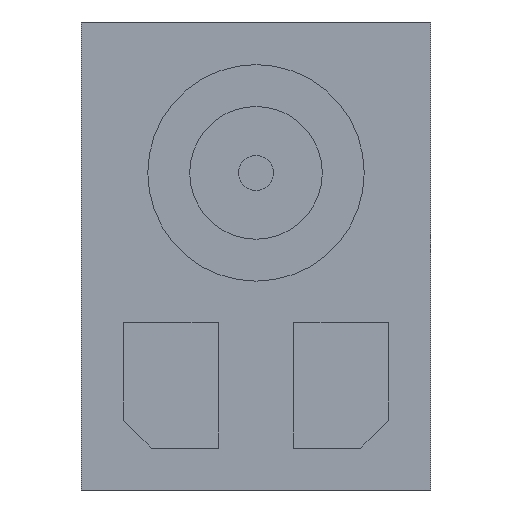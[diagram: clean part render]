
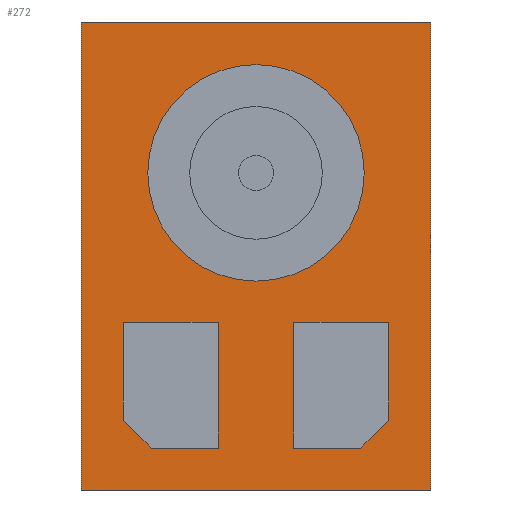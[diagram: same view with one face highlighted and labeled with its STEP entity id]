
A CAD part, front view. The second image highlights one B-rep face of the part: STEP entity #272.
In plain terms, the highlighted planar face has unit normal (0, -1, 0).
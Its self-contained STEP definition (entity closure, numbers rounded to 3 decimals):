
#12 = ORIENTED_EDGE ( 'NONE', *, *, #1464, .T. ) ;
#23 = VERTEX_POINT ( 'NONE', #2363 ) ;
#65 = EDGE_LOOP ( 'NONE', ( #1753, #1880, #2773, #818, #636 ) ) ;
#80 = CARTESIAN_POINT ( 'NONE',  ( 0.95, 0., -1.175 ) ) ;
#84 = VECTOR ( 'NONE', #1134, 1000. ) ;
#105 = AXIS2_PLACEMENT_3D ( 'NONE', #1366, #248, #1546 ) ;
#113 = VERTEX_POINT ( 'NONE', #268 ) ;
#163 = LINE ( 'NONE', #2179, #1952 ) ;
#188 = CARTESIAN_POINT ( 'NONE',  ( 0.75, 0., -1.375 ) ) ;
#205 = EDGE_CURVE ( 'NONE', #1698, #1867, #2763, .T. ) ;
#218 = DIRECTION ( 'NONE',  ( 1., 0., 0. ) ) ;
#248 = DIRECTION ( 'NONE',  ( 0., -1., 0. ) ) ;
#252 = VERTEX_POINT ( 'NONE', #736 ) ;
#268 = CARTESIAN_POINT ( 'NONE',  ( 0.27, 0., -1.375 ) ) ;
#269 = LINE ( 'NONE', #1191, #1795 ) ;
#271 = VECTOR ( 'NONE', #1573, 1000. ) ;
#272 = ADVANCED_FACE ( 'NONE', ( #2481, #1596, #421, #912 ), #1105, .T. ) ;
#305 = CARTESIAN_POINT ( 'NONE',  ( -0.95, 0., -1.175 ) ) ;
#370 = VERTEX_POINT ( 'NONE', #473 ) ;
#421 = FACE_BOUND ( 'NONE', #2268, .T. ) ;
#423 = CARTESIAN_POINT ( 'NONE',  ( -1.25, 0., -1.675 ) ) ;
#426 = ORIENTED_EDGE ( 'NONE', *, *, #2218, .F. ) ;
#427 = DIRECTION ( 'NONE',  ( -0.707, 0., 0.707 ) ) ;
#437 = EDGE_CURVE ( 'NONE', #370, #703, #1452, .T. ) ;
#450 = VERTEX_POINT ( 'NONE', #1643 ) ;
#473 = CARTESIAN_POINT ( 'NONE',  ( 1.25, 0., 1.675 ) ) ;
#488 = CIRCLE ( 'NONE', #2459, 0.775 ) ;
#506 = ORIENTED_EDGE ( 'NONE', *, *, #1122, .F. ) ;
#538 = LINE ( 'NONE', #1238, #2703 ) ;
#588 = LINE ( 'NONE', #806, #1351 ) ;
#636 = ORIENTED_EDGE ( 'NONE', *, *, #1402, .F. ) ;
#655 = LINE ( 'NONE', #2017, #84 ) ;
#658 = DIRECTION ( 'NONE',  ( 0., 0., 1. ) ) ;
#695 = DIRECTION ( 'NONE',  ( 0., -1., 0. ) ) ;
#703 = VERTEX_POINT ( 'NONE', #2487 ) ;
#706 = ORIENTED_EDGE ( 'NONE', *, *, #1702, .F. ) ;
#734 = EDGE_CURVE ( 'NONE', #764, #1502, #1143, .T. ) ;
#736 = CARTESIAN_POINT ( 'NONE',  ( 0.775, 0., 0.595 ) ) ;
#753 = LINE ( 'NONE', #1910, #1635 ) ;
#764 = VERTEX_POINT ( 'NONE', #2147 ) ;
#770 = CIRCLE ( 'NONE', #105, 0.775 ) ;
#806 = CARTESIAN_POINT ( 'NONE',  ( -0.27, 0., 0. ) ) ;
#818 = ORIENTED_EDGE ( 'NONE', *, *, #1564, .F. ) ;
#838 = LINE ( 'NONE', #1526, #1091 ) ;
#899 = LINE ( 'NONE', #423, #1340 ) ;
#912 = FACE_BOUND ( 'NONE', #65, .T. ) ;
#939 = DIRECTION ( 'NONE',  ( 1., 0., 0. ) ) ;
#1009 = CARTESIAN_POINT ( 'NONE',  ( -1.25, 0., 1.675 ) ) ;
#1067 = VECTOR ( 'NONE', #427, 1000. ) ;
#1083 = CARTESIAN_POINT ( 'NONE',  ( -0.27, 0., -1.375 ) ) ;
#1091 = VECTOR ( 'NONE', #1242, 1000. ) ;
#1101 = EDGE_CURVE ( 'NONE', #2749, #1902, #1780, .T. ) ;
#1105 = PLANE ( 'NONE',  #2154 ) ;
#1106 = ORIENTED_EDGE ( 'NONE', *, *, #1290, .T. ) ;
#1122 = EDGE_CURVE ( 'NONE', #1867, #450, #1547, .T. ) ;
#1134 = DIRECTION ( 'NONE',  ( 1., 0., 0. ) ) ;
#1143 = LINE ( 'NONE', #2027, #1067 ) ;
#1161 = CARTESIAN_POINT ( 'NONE',  ( 1.063, 0., -1.062 ) ) ;
#1191 = CARTESIAN_POINT ( 'NONE',  ( 0., 0., -1.375 ) ) ;
#1238 = CARTESIAN_POINT ( 'NONE',  ( 0.27, 0., 0. ) ) ;
#1242 = DIRECTION ( 'NONE',  ( -1., 0., 0. ) ) ;
#1268 = ORIENTED_EDGE ( 'NONE', *, *, #2603, .F. ) ;
#1290 = EDGE_CURVE ( 'NONE', #113, #23, #538, .T. ) ;
#1298 = CARTESIAN_POINT ( 'NONE',  ( -0.95, 0., 0. ) ) ;
#1338 = DIRECTION ( 'NONE',  ( -1., 0., 0. ) ) ;
#1340 = VECTOR ( 'NONE', #1338, 1000. ) ;
#1351 = VECTOR ( 'NONE', #2902, 1000. ) ;
#1366 = CARTESIAN_POINT ( 'NONE',  ( 0., 0., 0.595 ) ) ;
#1399 = DIRECTION ( 'NONE',  ( 0.707, 0., 0.707 ) ) ;
#1402 = EDGE_CURVE ( 'NONE', #764, #2063, #753, .T. ) ;
#1452 = LINE ( 'NONE', #2316, #2498 ) ;
#1455 = EDGE_LOOP ( 'NONE', ( #706, #2286 ) ) ;
#1462 = DIRECTION ( 'NONE',  ( 0., 0., 1. ) ) ;
#1464 = EDGE_CURVE ( 'NONE', #1698, #113, #269, .T. ) ;
#1502 = VERTEX_POINT ( 'NONE', #305 ) ;
#1526 = CARTESIAN_POINT ( 'NONE',  ( 0., 0., -0.475 ) ) ;
#1546 = DIRECTION ( 'NONE',  ( 1., 0., 0. ) ) ;
#1547 = LINE ( 'NONE', #2726, #1960 ) ;
#1564 = EDGE_CURVE ( 'NONE', #2063, #2822, #588, .T. ) ;
#1573 = DIRECTION ( 'NONE',  ( 0., 0., 1. ) ) ;
#1596 = FACE_OUTER_BOUND ( 'NONE', #1630, .T. ) ;
#1623 = ORIENTED_EDGE ( 'NONE', *, *, #1101, .F. ) ;
#1628 = DIRECTION ( 'NONE',  ( 0., 0., -1. ) ) ;
#1630 = EDGE_LOOP ( 'NONE', ( #426, #1623, #1268, #2636 ) ) ;
#1635 = VECTOR ( 'NONE', #2781, 1000. ) ;
#1643 = CARTESIAN_POINT ( 'NONE',  ( 0.95, 0., -0.475 ) ) ;
#1698 = VERTEX_POINT ( 'NONE', #188 ) ;
#1702 = EDGE_CURVE ( 'NONE', #252, #2321, #488, .T. ) ;
#1753 = ORIENTED_EDGE ( 'NONE', *, *, #734, .T. ) ;
#1780 = LINE ( 'NONE', #2938, #271 ) ;
#1792 = CARTESIAN_POINT ( 'NONE',  ( 0., 0., 0. ) ) ;
#1795 = VECTOR ( 'NONE', #2108, 1000. ) ;
#1867 = VERTEX_POINT ( 'NONE', #80 ) ;
#1879 = CARTESIAN_POINT ( 'NONE',  ( -1.25, 0., -1.675 ) ) ;
#1880 = ORIENTED_EDGE ( 'NONE', *, *, #2074, .T. ) ;
#1902 = VERTEX_POINT ( 'NONE', #1009 ) ;
#1910 = CARTESIAN_POINT ( 'NONE',  ( 0., 0., -1.375 ) ) ;
#1927 = ORIENTED_EDGE ( 'NONE', *, *, #2808, .F. ) ;
#1952 = VECTOR ( 'NONE', #2883, 1000. ) ;
#1960 = VECTOR ( 'NONE', #658, 1000. ) ;
#1988 = CARTESIAN_POINT ( 'NONE',  ( -0.27, 0., -0.475 ) ) ;
#2017 = CARTESIAN_POINT ( 'NONE',  ( -1.25, 0., 1.675 ) ) ;
#2027 = CARTESIAN_POINT ( 'NONE',  ( -1.062, 0., -1.063 ) ) ;
#2063 = VERTEX_POINT ( 'NONE', #1083 ) ;
#2074 = EDGE_CURVE ( 'NONE', #1502, #2857, #2653, .T. ) ;
#2108 = DIRECTION ( 'NONE',  ( -1., 0., 0. ) ) ;
#2147 = CARTESIAN_POINT ( 'NONE',  ( -0.75, 0., -1.375 ) ) ;
#2154 = AXIS2_PLACEMENT_3D ( 'NONE', #1792, #2708, #218 ) ;
#2179 = CARTESIAN_POINT ( 'NONE',  ( 0., 0., -0.475 ) ) ;
#2218 = EDGE_CURVE ( 'NONE', #1902, #370, #655, .T. ) ;
#2268 = EDGE_LOOP ( 'NONE', ( #2689, #12, #1106, #1927, #506 ) ) ;
#2286 = ORIENTED_EDGE ( 'NONE', *, *, #2543, .F. ) ;
#2301 = CARTESIAN_POINT ( 'NONE',  ( 0., 0., 0.595 ) ) ;
#2308 = VECTOR ( 'NONE', #1462, 1000. ) ;
#2316 = CARTESIAN_POINT ( 'NONE',  ( 1.25, 0., -1.675 ) ) ;
#2321 = VERTEX_POINT ( 'NONE', #2936 ) ;
#2361 = DIRECTION ( 'NONE',  ( 0., 0., 1. ) ) ;
#2363 = CARTESIAN_POINT ( 'NONE',  ( 0.27, 0., -0.475 ) ) ;
#2426 = EDGE_CURVE ( 'NONE', #2857, #2822, #163, .T. ) ;
#2459 = AXIS2_PLACEMENT_3D ( 'NONE', #2301, #695, #939 ) ;
#2481 = FACE_BOUND ( 'NONE', #1455, .T. ) ;
#2487 = CARTESIAN_POINT ( 'NONE',  ( 1.25, 0., -1.675 ) ) ;
#2498 = VECTOR ( 'NONE', #1628, 1000. ) ;
#2543 = EDGE_CURVE ( 'NONE', #2321, #252, #770, .T. ) ;
#2603 = EDGE_CURVE ( 'NONE', #703, #2749, #899, .T. ) ;
#2630 = CARTESIAN_POINT ( 'NONE',  ( -0.95, 0., -0.475 ) ) ;
#2636 = ORIENTED_EDGE ( 'NONE', *, *, #437, .F. ) ;
#2653 = LINE ( 'NONE', #1298, #2308 ) ;
#2689 = ORIENTED_EDGE ( 'NONE', *, *, #205, .F. ) ;
#2703 = VECTOR ( 'NONE', #2361, 1000. ) ;
#2708 = DIRECTION ( 'NONE',  ( 0., -1., 0. ) ) ;
#2726 = CARTESIAN_POINT ( 'NONE',  ( 0.95, 0., 0. ) ) ;
#2749 = VERTEX_POINT ( 'NONE', #1879 ) ;
#2763 = LINE ( 'NONE', #1161, #2946 ) ;
#2773 = ORIENTED_EDGE ( 'NONE', *, *, #2426, .T. ) ;
#2781 = DIRECTION ( 'NONE',  ( 1., 0., 0. ) ) ;
#2808 = EDGE_CURVE ( 'NONE', #450, #23, #838, .T. ) ;
#2822 = VERTEX_POINT ( 'NONE', #1988 ) ;
#2857 = VERTEX_POINT ( 'NONE', #2630 ) ;
#2883 = DIRECTION ( 'NONE',  ( 1., 0., 0. ) ) ;
#2902 = DIRECTION ( 'NONE',  ( 0., 0., 1. ) ) ;
#2936 = CARTESIAN_POINT ( 'NONE',  ( -0.775, 0., 0.595 ) ) ;
#2938 = CARTESIAN_POINT ( 'NONE',  ( -1.25, 0., -1.675 ) ) ;
#2946 = VECTOR ( 'NONE', #1399, 1000. ) ;
